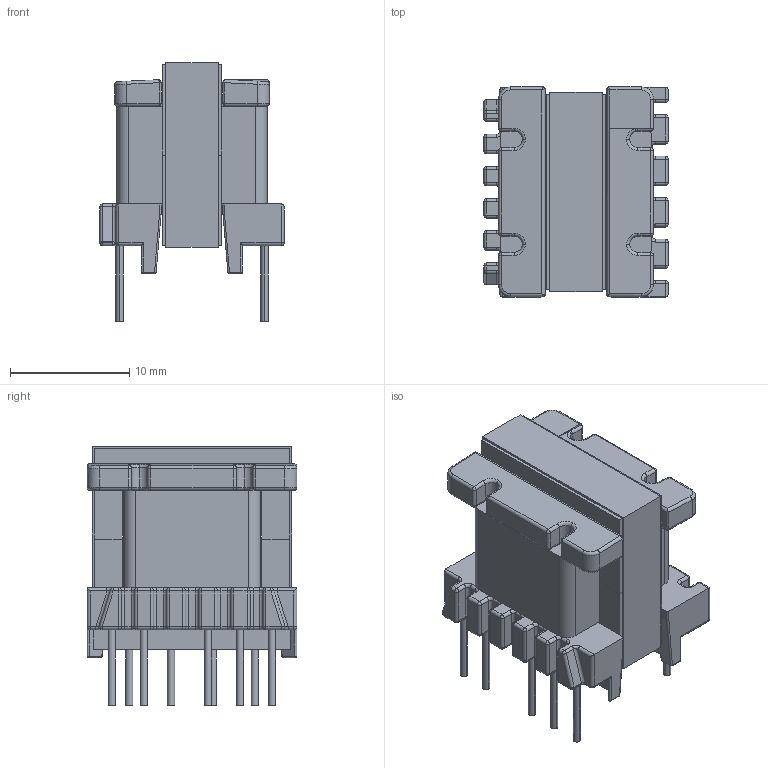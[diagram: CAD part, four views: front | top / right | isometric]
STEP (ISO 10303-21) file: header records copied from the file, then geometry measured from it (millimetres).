
FILE_DESCRIPTION(/* description */ ('Unknown'),/* implementation_level */ '2;1');
FILE_NAME(/* name */ 'T_Wurth_WE-OLSTM-EE16_7_5_750314288',/* time_stamp */ '2025-10-20T15:13:28+08:00',/* author */ ('Unknown'),/* organization */ ('Unknown'),/* preprocessor_version */ 'ST-DEVELOPER v19.4',/* originating_system */ 'Solid Edge',/* authorisation */ 'Unknown');
FILE_SCHEMA (('AUTOMOTIVE_DESIGN {1 0 10303 214 3 1 1}'));
Length unit declared in the file: millimetre
Products named in the file (2): T_Wurth_WE-OLSTM-EE16_7_5_750314288
Assembly tree (1 placements, depth 2):
  T_Wurth_WE-OLSTM-EE16_7_5_750314288
    T_Wurth_WE-OLSTM-EE16_7_5_750314288
Bounding box: 15.48 x 17.62 x 21.73 mm (x, y, z)
Volume: 2889.6 mm3; surface area: 4288.1 mm2
Topology: 5 solids, 5 shells, 606 faces, 1435 edges, 773 vertices
Faces by surface type: cylinder 280, plane 167, sphere 77, torus 66, bspline 16
Entity records: 20892 total; most frequent: CARTESIAN_POINT 3626, DIRECTION 2890, ORIENTED_EDGE 2720, EDGE_CURVE 1360, AXIS2_PLACEMENT_3D 1091, VERTEX_POINT 773, LINE 708, VECTOR 708
